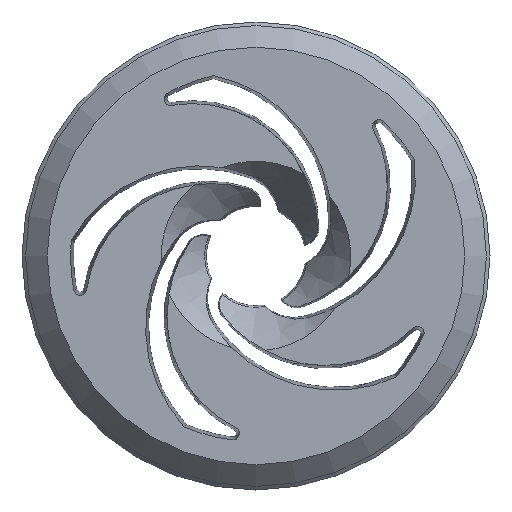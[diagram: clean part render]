
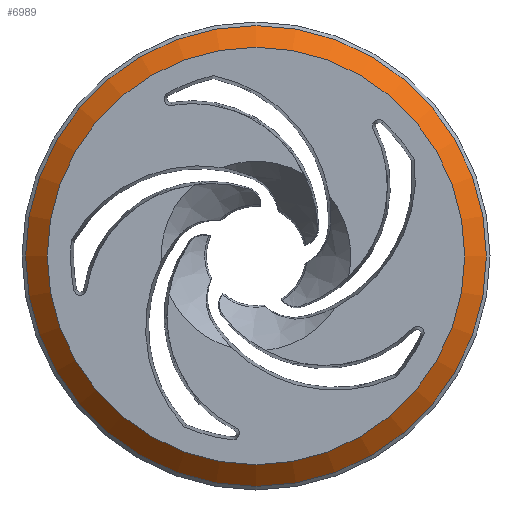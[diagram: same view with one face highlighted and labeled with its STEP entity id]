
A CAD part, front view. The second image highlights one B-rep face of the part: STEP entity #6989.
In plain terms, the highlighted conical face has half-angle 45 degrees and reference radius 15.431 mm.
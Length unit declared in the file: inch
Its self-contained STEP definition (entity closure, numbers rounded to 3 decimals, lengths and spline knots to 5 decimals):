
#676=FACE_OUTER_BOUND('',#1077,.T.);
#1077=EDGE_LOOP('',(#4750,#4751,#4752,#4753));
#1496=LINE('',#9353,#2153);
#2153=VECTOR('',#7861,0.6075);
#2814=CIRCLE('',#7414,0.6375);
#2815=CIRCLE('',#7416,0.5775);
#2931=VERTEX_POINT('',#9349);
#2932=VERTEX_POINT('',#9352);
#3653=EDGE_CURVE('',#2931,#2931,#2814,.T.);
#3654=EDGE_CURVE('',#2931,#2932,#1496,.T.);
#3655=EDGE_CURVE('',#2932,#2932,#2815,.T.);
#4750=ORIENTED_EDGE('',*,*,#3653,.F.);
#4751=ORIENTED_EDGE('',*,*,#3654,.T.);
#4752=ORIENTED_EDGE('',*,*,#3655,.T.);
#4753=ORIENTED_EDGE('',*,*,#3654,.F.);
#6900=CONICAL_SURFACE('',#7415,0.6075,0.785);
#6989=ADVANCED_FACE('',(#676),#6900,.T.);
#7414=AXIS2_PLACEMENT_3D('',#9350,#7857,#7858);
#7415=AXIS2_PLACEMENT_3D('',#9351,#7859,#7860);
#7416=AXIS2_PLACEMENT_3D('',#9354,#7862,#7863);
#7857=DIRECTION('center_axis',(0.,1.,0.));
#7858=DIRECTION('ref_axis',(1.,0.,0.));
#7859=DIRECTION('center_axis',(0.,1.,0.));
#7860=DIRECTION('ref_axis',(0.,0.,1.));
#7861=DIRECTION('',(0.,-0.707,0.707));
#7862=DIRECTION('center_axis',(0.,1.,0.));
#7863=DIRECTION('ref_axis',(-1.,0.,0.));
#9349=CARTESIAN_POINT('',(0.,-0.2525,-0.6375));
#9350=CARTESIAN_POINT('Origin',(0.,-0.2525,0.));
#9351=CARTESIAN_POINT('Origin',(0.,-0.2825,0.));
#9352=CARTESIAN_POINT('',(0.,-0.3125,-0.5775));
#9353=CARTESIAN_POINT('',(0.,-0.2825,-0.6075));
#9354=CARTESIAN_POINT('Origin',(0.,-0.3125,0.));
